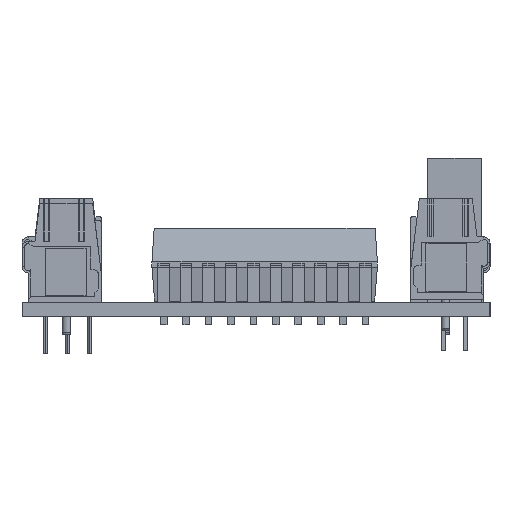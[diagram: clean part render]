
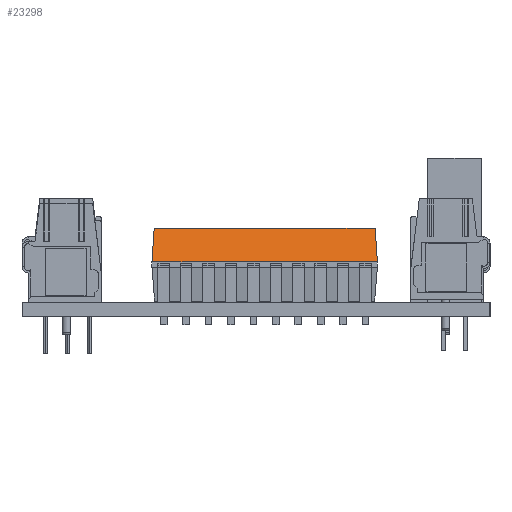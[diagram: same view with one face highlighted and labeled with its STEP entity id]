
A CAD part, left-side view. The second image highlights one B-rep face of the part: STEP entity #23298.
In plain terms, the highlighted planar face has unit normal (-0.952, 0, 0.306).
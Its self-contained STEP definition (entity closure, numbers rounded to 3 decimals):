
#23001 = VERTEX_POINT('',#23002);
#23002 = CARTESIAN_POINT('',(1.347,-23.94,8.382));
#23009 = PLANE('',#23010);
#23010 = AXIS2_PLACEMENT_3D('',#23011,#23012,#23013);
#23011 = CARTESIAN_POINT('',(1.347,-23.94,8.382));
#23012 = DIRECTION('',(0.,0.,1.));
#23013 = DIRECTION('',(0.,1.,0.));
#23021 = PLANE('',#23022);
#23022 = AXIS2_PLACEMENT_3D('',#23023,#23024,#23025);
#23023 = CARTESIAN_POINT('',(0.128,-24.194,4.587));
#23024 = DIRECTION('',(0.,-0.998,0.067));
#23025 = DIRECTION('',(0.,0.067,0.998));
#23062 = VERTEX_POINT('',#23063);
#23063 = CARTESIAN_POINT('',(1.347,1.08,8.382));
#23077 = PLANE('',#23078);
#23078 = AXIS2_PLACEMENT_3D('',#23079,#23080,#23081);
#23079 = CARTESIAN_POINT('',(7.609,1.334,4.587));
#23080 = DIRECTION('',(0.,0.998,0.067));
#23081 = DIRECTION('',(0.,-0.067,0.998));
#23089 = EDGE_CURVE('',#23001,#23062,#23090,.T.);
#23090 = SURFACE_CURVE('',#23091,(#23095,#23102),.PCURVE_S1.);
#23091 = LINE('',#23092,#23093);
#23092 = CARTESIAN_POINT('',(1.347,-23.94,8.382));
#23093 = VECTOR('',#23094,1.);
#23094 = DIRECTION('',(0.,1.,0.));
#23095 = PCURVE('',#23009,#23096);
#23096 = DEFINITIONAL_REPRESENTATION('',(#23097),#23101);
#23097 = LINE('',#23098,#23099);
#23098 = CARTESIAN_POINT('',(0.,0.));
#23099 = VECTOR('',#23100,1.);
#23100 = DIRECTION('',(1.,0.));
#23101 = ( GEOMETRIC_REPRESENTATION_CONTEXT(2) 
PARAMETRIC_REPRESENTATION_CONTEXT() REPRESENTATION_CONTEXT('2D SPACE',''
  ) );
#23102 = PCURVE('',#23103,#23108);
#23103 = PLANE('',#23104);
#23104 = AXIS2_PLACEMENT_3D('',#23105,#23106,#23107);
#23105 = CARTESIAN_POINT('',(0.128,1.334,4.587));
#23106 = DIRECTION('',(-0.952,0.,0.306));
#23107 = DIRECTION('',(0.306,0.,0.952));
#23108 = DEFINITIONAL_REPRESENTATION('',(#23109),#23113);
#23109 = LINE('',#23110,#23111);
#23110 = CARTESIAN_POINT('',(3.986,-25.274));
#23111 = VECTOR('',#23112,1.);
#23112 = DIRECTION('',(0.,1.));
#23113 = ( GEOMETRIC_REPRESENTATION_CONTEXT(2) 
PARAMETRIC_REPRESENTATION_CONTEXT() REPRESENTATION_CONTEXT('2D SPACE',''
  ) );
#23121 = VERTEX_POINT('',#23122);
#23122 = CARTESIAN_POINT('',(0.128,-24.194,4.587));
#23170 = EDGE_CURVE('',#23121,#23001,#23171,.T.);
#23171 = SURFACE_CURVE('',#23172,(#23176,#23183),.PCURVE_S1.);
#23172 = LINE('',#23173,#23174);
#23173 = CARTESIAN_POINT('',(0.128,-24.194,4.587));
#23174 = VECTOR('',#23175,1.);
#23175 = DIRECTION('',(0.305,0.064,0.95)
  );
#23176 = PCURVE('',#23021,#23177);
#23177 = DEFINITIONAL_REPRESENTATION('',(#23178),#23182);
#23178 = LINE('',#23179,#23180);
#23179 = CARTESIAN_POINT('',(0.,0.));
#23180 = VECTOR('',#23181,1.);
#23181 = DIRECTION('',(0.952,-0.305));
#23182 = ( GEOMETRIC_REPRESENTATION_CONTEXT(2) 
PARAMETRIC_REPRESENTATION_CONTEXT() REPRESENTATION_CONTEXT('2D SPACE',''
  ) );
#23183 = PCURVE('',#23103,#23184);
#23184 = DEFINITIONAL_REPRESENTATION('',(#23185),#23189);
#23185 = LINE('',#23186,#23187);
#23186 = CARTESIAN_POINT('',(0.,-25.528));
#23187 = VECTOR('',#23188,1.);
#23188 = DIRECTION('',(0.998,0.064));
#23189 = ( GEOMETRIC_REPRESENTATION_CONTEXT(2) 
PARAMETRIC_REPRESENTATION_CONTEXT() REPRESENTATION_CONTEXT('2D SPACE',''
  ) );
#23249 = VERTEX_POINT('',#23250);
#23250 = CARTESIAN_POINT('',(0.128,1.334,4.587));
#23276 = EDGE_CURVE('',#23062,#23249,#23277,.T.);
#23277 = SURFACE_CURVE('',#23278,(#23282,#23289),.PCURVE_S1.);
#23278 = LINE('',#23279,#23280);
#23279 = CARTESIAN_POINT('',(1.347,1.08,8.382));
#23280 = VECTOR('',#23281,1.);
#23281 = DIRECTION('',(-0.305,0.064,
    -0.95));
#23282 = PCURVE('',#23077,#23283);
#23283 = DEFINITIONAL_REPRESENTATION('',(#23284),#23288);
#23284 = LINE('',#23285,#23286);
#23285 = CARTESIAN_POINT('',(3.803,-6.262));
#23286 = VECTOR('',#23287,1.);
#23287 = DIRECTION('',(-0.952,-0.305));
#23288 = ( GEOMETRIC_REPRESENTATION_CONTEXT(2) 
PARAMETRIC_REPRESENTATION_CONTEXT() REPRESENTATION_CONTEXT('2D SPACE',''
  ) );
#23289 = PCURVE('',#23103,#23290);
#23290 = DEFINITIONAL_REPRESENTATION('',(#23291),#23295);
#23291 = LINE('',#23292,#23293);
#23292 = CARTESIAN_POINT('',(3.986,-0.254));
#23293 = VECTOR('',#23294,1.);
#23294 = DIRECTION('',(-0.998,0.064));
#23295 = ( GEOMETRIC_REPRESENTATION_CONTEXT(2) 
PARAMETRIC_REPRESENTATION_CONTEXT() REPRESENTATION_CONTEXT('2D SPACE',''
  ) );
#23298 = ADVANCED_FACE('',(#23299),#23103,.T.);
#23299 = FACE_BOUND('',#23300,.T.);
#23300 = EDGE_LOOP('',(#23301,#23327,#23328,#23329));
#23301 = ORIENTED_EDGE('',*,*,#23302,.F.);
#23302 = EDGE_CURVE('',#23121,#23249,#23303,.T.);
#23303 = SURFACE_CURVE('',#23304,(#23308,#23315),.PCURVE_S1.);
#23304 = LINE('',#23305,#23306);
#23305 = CARTESIAN_POINT('',(0.128,-24.194,4.587));
#23306 = VECTOR('',#23307,1.);
#23307 = DIRECTION('',(0.,1.,0.));
#23308 = PCURVE('',#23103,#23309);
#23309 = DEFINITIONAL_REPRESENTATION('',(#23310),#23314);
#23310 = LINE('',#23311,#23312);
#23311 = CARTESIAN_POINT('',(0.,-25.528));
#23312 = VECTOR('',#23313,1.);
#23313 = DIRECTION('',(0.,1.));
#23314 = ( GEOMETRIC_REPRESENTATION_CONTEXT(2) 
PARAMETRIC_REPRESENTATION_CONTEXT() REPRESENTATION_CONTEXT('2D SPACE',''
  ) );
#23315 = PCURVE('',#23316,#23321);
#23316 = PLANE('',#23317);
#23317 = AXIS2_PLACEMENT_3D('',#23318,#23319,#23320);
#23318 = CARTESIAN_POINT('',(0.128,1.334,3.922));
#23319 = DIRECTION('',(-1.,0.,0.));
#23320 = DIRECTION('',(0.,0.,1.));
#23321 = DEFINITIONAL_REPRESENTATION('',(#23322),#23326);
#23322 = LINE('',#23323,#23324);
#23323 = CARTESIAN_POINT('',(0.665,-25.528));
#23324 = VECTOR('',#23325,1.);
#23325 = DIRECTION('',(0.,1.));
#23326 = ( GEOMETRIC_REPRESENTATION_CONTEXT(2) 
PARAMETRIC_REPRESENTATION_CONTEXT() REPRESENTATION_CONTEXT('2D SPACE',''
  ) );
#23327 = ORIENTED_EDGE('',*,*,#23170,.T.);
#23328 = ORIENTED_EDGE('',*,*,#23089,.T.);
#23329 = ORIENTED_EDGE('',*,*,#23276,.T.);
